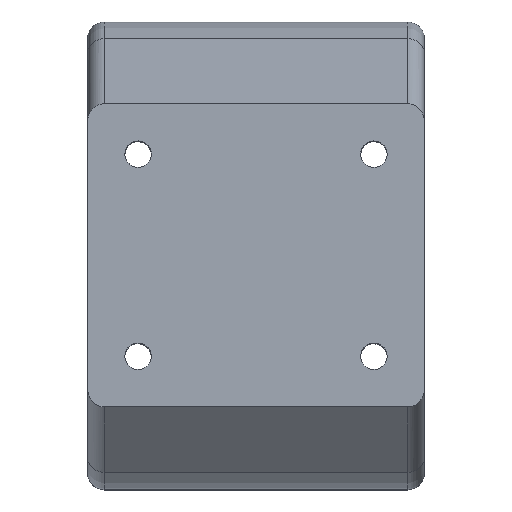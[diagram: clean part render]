
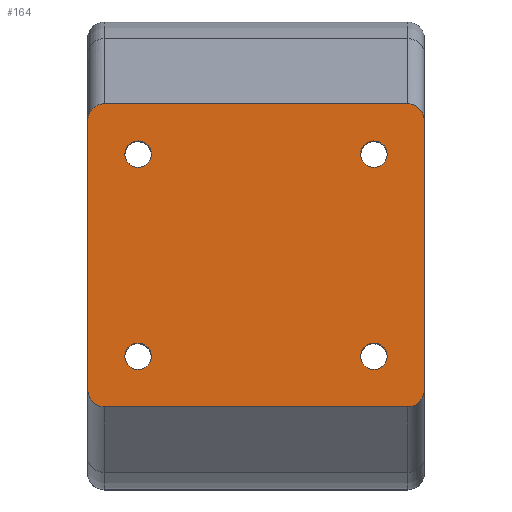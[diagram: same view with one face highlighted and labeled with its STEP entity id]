
A CAD part, top view. The second image highlights one B-rep face of the part: STEP entity #164.
In plain terms, the highlighted planar face has unit normal (0, 0, 1).
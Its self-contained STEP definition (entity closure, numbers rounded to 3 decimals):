
#164 = ADVANCED_FACE( '', ( #399, #400, #401, #402, #403 ), #404, .T. );
#399 = FACE_BOUND( '', #744, .T. );
#400 = FACE_BOUND( '', #745, .T. );
#401 = FACE_BOUND( '', #746, .T. );
#402 = FACE_BOUND( '', #747, .T. );
#403 = FACE_OUTER_BOUND( '', #748, .T. );
#404 = PLANE( '', #749 );
#744 = EDGE_LOOP( '', ( #1110 ) );
#745 = EDGE_LOOP( '', ( #1111 ) );
#746 = EDGE_LOOP( '', ( #1112 ) );
#747 = EDGE_LOOP( '', ( #1113 ) );
#748 = EDGE_LOOP( '', ( #1114, #1115, #1116, #1117, #1118, #1119, #1120, #1121 ) );
#749 = AXIS2_PLACEMENT_3D( '', #1122, #1123, #1124 );
#1110 = ORIENTED_EDGE( '', *, *, #1952, .T. );
#1111 = ORIENTED_EDGE( '', *, *, #1934, .T. );
#1112 = ORIENTED_EDGE( '', *, *, #1953, .T. );
#1113 = ORIENTED_EDGE( '', *, *, #1954, .T. );
#1114 = ORIENTED_EDGE( '', *, *, #1955, .T. );
#1115 = ORIENTED_EDGE( '', *, *, #1956, .T. );
#1116 = ORIENTED_EDGE( '', *, *, #1929, .T. );
#1117 = ORIENTED_EDGE( '', *, *, #1957, .T. );
#1118 = ORIENTED_EDGE( '', *, *, #1958, .T. );
#1119 = ORIENTED_EDGE( '', *, *, #1959, .T. );
#1120 = ORIENTED_EDGE( '', *, *, #1960, .T. );
#1121 = ORIENTED_EDGE( '', *, *, #1961, .T. );
#1122 = CARTESIAN_POINT( '', ( -10., -15., 20. ) );
#1123 = DIRECTION( '', ( 0., 0., 1. ) );
#1124 = DIRECTION( '', ( 1., 0., 0. ) );
#1929 = EDGE_CURVE( '', #2270, #2271, #2272, .T. );
#1934 = EDGE_CURVE( '', #2279, #2279, #2280, .T. );
#1952 = EDGE_CURVE( '', #2310, #2310, #2311, .T. );
#1953 = EDGE_CURVE( '', #2312, #2312, #2313, .T. );
#1954 = EDGE_CURVE( '', #2314, #2314, #2315, .T. );
#1955 = EDGE_CURVE( '', #2316, #2317, #2318, .T. );
#1956 = EDGE_CURVE( '', #2317, #2270, #2319, .T. );
#1957 = EDGE_CURVE( '', #2271, #2320, #2321, .T. );
#1958 = EDGE_CURVE( '', #2320, #2322, #2323, .T. );
#1959 = EDGE_CURVE( '', #2322, #2324, #2325, .T. );
#1960 = EDGE_CURVE( '', #2324, #2326, #2327, .T. );
#1961 = EDGE_CURVE( '', #2326, #2316, #2328, .T. );
#2270 = VERTEX_POINT( '', #2761 );
#2271 = VERTEX_POINT( '', #2762 );
#2272 = LINE( '', #2763, #2764 );
#2279 = VERTEX_POINT( '', #2774 );
#2280 = CIRCLE( '', #2775, 0.784 );
#2310 = VERTEX_POINT( '', #2843 );
#2311 = CIRCLE( '', #2844, 0.784 );
#2312 = VERTEX_POINT( '', #2845 );
#2313 = CIRCLE( '', #2846, 0.784 );
#2314 = VERTEX_POINT( '', #2847 );
#2315 = CIRCLE( '', #2848, 0.784 );
#2316 = VERTEX_POINT( '', #2849 );
#2317 = VERTEX_POINT( '', #2850 );
#2318 = LINE( '', #2851, #2852 );
#2319 = ELLIPSE( '', #2853, 1.079, 1. );
#2320 = VERTEX_POINT( '', #2854 );
#2321 = ELLIPSE( '', #2855, 1.079, 1. );
#2322 = VERTEX_POINT( '', #2856 );
#2323 = LINE( '', #2857, #2858 );
#2324 = VERTEX_POINT( '', #2859 );
#2325 = ELLIPSE( '', #2860, 1.079, 1. );
#2326 = VERTEX_POINT( '', #2861 );
#2327 = LINE( '', #2862, #2863 );
#2328 = ELLIPSE( '', #2864, 1.079, 1. );
#2761 = CARTESIAN_POINT( '', ( 9., 9., 20. ) );
#2762 = CARTESIAN_POINT( '', ( -9., 9., 20. ) );
#2763 = CARTESIAN_POINT( '', ( -10., 9., 20. ) );
#2764 = VECTOR( '', #3521, 1000. );
#2774 = CARTESIAN_POINT( '', ( 7., -6.784, 20. ) );
#2775 = AXIS2_PLACEMENT_3D( '', #3525, #3526, #3527 );
#2843 = CARTESIAN_POINT( '', ( -7., -6.784, 20. ) );
#2844 = AXIS2_PLACEMENT_3D( '', #3546, #3547, #3548 );
#2845 = CARTESIAN_POINT( '', ( 7., 5.217, 20. ) );
#2846 = AXIS2_PLACEMENT_3D( '', #3549, #3550, #3551 );
#2847 = CARTESIAN_POINT( '', ( -7., 5.217, 20. ) );
#2848 = AXIS2_PLACEMENT_3D( '', #3552, #3553, #3554 );
#2849 = CARTESIAN_POINT( '', ( 10., -7.921, 20. ) );
#2850 = CARTESIAN_POINT( '', ( 10., 7.921, 20. ) );
#2851 = CARTESIAN_POINT( '', ( 10., -15., 20. ) );
#2852 = VECTOR( '', #3555, 1000. );
#2853 = AXIS2_PLACEMENT_3D( '', #3556, #3557, #3558 );
#2854 = CARTESIAN_POINT( '', ( -10., 7.921, 20. ) );
#2855 = AXIS2_PLACEMENT_3D( '', #3559, #3560, #3561 );
#2856 = CARTESIAN_POINT( '', ( -10., -7.921, 20. ) );
#2857 = CARTESIAN_POINT( '', ( -10., 15., 20. ) );
#2858 = VECTOR( '', #3562, 1000. );
#2859 = CARTESIAN_POINT( '', ( -9., -9., 20. ) );
#2860 = AXIS2_PLACEMENT_3D( '', #3563, #3564, #3565 );
#2861 = CARTESIAN_POINT( '', ( 9., -9., 20. ) );
#2862 = CARTESIAN_POINT( '', ( -10., -9., 20. ) );
#2863 = VECTOR( '', #3566, 1000. );
#2864 = AXIS2_PLACEMENT_3D( '', #3567, #3568, #3569 );
#3521 = DIRECTION( '', ( -1., 0., 0. ) );
#3525 = CARTESIAN_POINT( '', ( 7., -6., 20. ) );
#3526 = DIRECTION( '', ( 0., 0., -1. ) );
#3527 = DIRECTION( '', ( 0., -1., 0. ) );
#3546 = CARTESIAN_POINT( '', ( -7., -6., 20. ) );
#3547 = DIRECTION( '', ( 0., 0., -1. ) );
#3548 = DIRECTION( '', ( 0., -1., 0. ) );
#3549 = CARTESIAN_POINT( '', ( 7., 6., 20. ) );
#3550 = DIRECTION( '', ( 0., 0., -1. ) );
#3551 = DIRECTION( '', ( 0., -1., 0. ) );
#3552 = CARTESIAN_POINT( '', ( -7., 6., 20. ) );
#3553 = DIRECTION( '', ( 0., 0., -1. ) );
#3554 = DIRECTION( '', ( 0., -1., 0. ) );
#3555 = DIRECTION( '', ( 0., 1., 0. ) );
#3556 = CARTESIAN_POINT( '', ( 9., 7.921, 20. ) );
#3557 = DIRECTION( '', ( 0., 0., 1. ) );
#3558 = DIRECTION( '', ( 0., 1., 0. ) );
#3559 = CARTESIAN_POINT( '', ( -9., 7.921, 20. ) );
#3560 = DIRECTION( '', ( 0., 0., 1. ) );
#3561 = DIRECTION( '', ( 0., 1., 0. ) );
#3562 = DIRECTION( '', ( 0., -1., 0. ) );
#3563 = CARTESIAN_POINT( '', ( -9., -7.921, 20. ) );
#3564 = DIRECTION( '', ( 0., 0., 1. ) );
#3565 = DIRECTION( '', ( 0., 1., 0. ) );
#3566 = DIRECTION( '', ( 1., 0., 0. ) );
#3567 = CARTESIAN_POINT( '', ( 9., -7.921, 20. ) );
#3568 = DIRECTION( '', ( 0., 0., 1. ) );
#3569 = DIRECTION( '', ( 0., 1., 0. ) );
